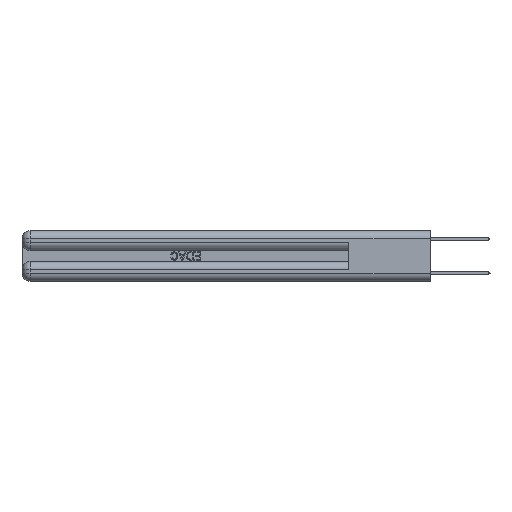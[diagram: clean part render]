
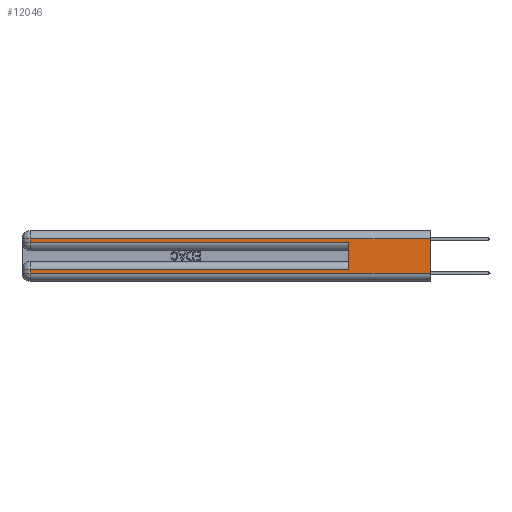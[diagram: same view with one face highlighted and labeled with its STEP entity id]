
A CAD part, left-side view. The second image highlights one B-rep face of the part: STEP entity #12046.
In plain terms, the highlighted planar face has unit normal (-1, 0, 0).
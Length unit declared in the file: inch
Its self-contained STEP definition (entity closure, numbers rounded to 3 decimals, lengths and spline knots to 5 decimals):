
#1033 = ORIENTED_EDGE ( 'NONE', *, *, #30539, .T. ) ;
#1735 = DIRECTION ( 'NONE',  ( 0., 0., -1. ) ) ;
#1904 = ORIENTED_EDGE ( 'NONE', *, *, #2061, .T. ) ;
#2061 = EDGE_CURVE ( 'NONE', #17407, #25100, #13589, .T. ) ;
#2546 = LINE ( 'NONE', #17403, #27880 ) ;
#2562 = DIRECTION ( 'NONE',  ( 0., 0., -1. ) ) ;
#2679 = VECTOR ( 'NONE', #14879, 39.37008 ) ;
#3193 = VERTEX_POINT ( 'NONE', #29204 ) ;
#3515 = EDGE_CURVE ( 'NONE', #11356, #22408, #30787, .T. ) ;
#3995 = CARTESIAN_POINT ( 'NONE',  ( 0., 0., 0.37 ) ) ;
#4525 = ORIENTED_EDGE ( 'NONE', *, *, #3515, .F. ) ;
#4651 = CARTESIAN_POINT ( 'NONE',  ( 0., 2.94, 0.285 ) ) ;
#5352 = EDGE_CURVE ( 'NONE', #6943, #20878, #15195, .T. ) ;
#5913 = ORIENTED_EDGE ( 'NONE', *, *, #8363, .T. ) ;
#6044 = CARTESIAN_POINT ( 'NONE',  ( 0., 2.94, 0.06 ) ) ;
#6260 = VECTOR ( 'NONE', #16983, 39.37008 ) ;
#6943 = VERTEX_POINT ( 'NONE', #4651 ) ;
#7219 = CARTESIAN_POINT ( 'NONE',  ( 0., 2.94, 0.37 ) ) ;
#7746 = DIRECTION ( 'NONE',  ( 0., 0., -1. ) ) ;
#8048 = DIRECTION ( 'NONE',  ( 0., 0., 1. ) ) ;
#8363 = EDGE_CURVE ( 'NONE', #25100, #16644, #28738, .T. ) ;
#8483 = ORIENTED_EDGE ( 'NONE', *, *, #14881, .T. ) ;
#8963 = CARTESIAN_POINT ( 'NONE',  ( 0., 0., 0.31 ) ) ;
#9486 = CARTESIAN_POINT ( 'NONE',  ( 0., 0., 0.06 ) ) ;
#9821 = EDGE_CURVE ( 'NONE', #11356, #3193, #2546, .T. ) ;
#9955 = VECTOR ( 'NONE', #23137, 39.37008 ) ;
#10083 = CARTESIAN_POINT ( 'NONE',  ( 0., 2.94, 0.37 ) ) ;
#11356 = VERTEX_POINT ( 'NONE', #8963 ) ;
#12046 = ADVANCED_FACE ( 'NONE', ( #14637 ), #24651, .F. ) ;
#12081 = DIRECTION ( 'NONE',  ( 1., 0., 0. ) ) ;
#12728 = ORIENTED_EDGE ( 'NONE', *, *, #19213, .F. ) ;
#13589 = LINE ( 'NONE', #20597, #9955 ) ;
#14411 = LINE ( 'NONE', #10083, #14798 ) ;
#14420 = DIRECTION ( 'NONE',  ( 0., 0., -1. ) ) ;
#14444 = LINE ( 'NONE', #9486, #6260 ) ;
#14637 = FACE_OUTER_BOUND ( 'NONE', #29219, .T. ) ;
#14798 = VECTOR ( 'NONE', #2562, 39.37008 ) ;
#14879 = DIRECTION ( 'NONE',  ( 0., -1., 0. ) ) ;
#14881 = EDGE_CURVE ( 'NONE', #3193, #6943, #14411, .T. ) ;
#15195 = LINE ( 'NONE', #17569, #2679 ) ;
#15416 = CARTESIAN_POINT ( 'NONE',  ( 0., 0.6, 0.145 ) ) ;
#15449 = ORIENTED_EDGE ( 'NONE', *, *, #9821, .T. ) ;
#16541 = VECTOR ( 'NONE', #8048, 39.37008 ) ;
#16644 = VERTEX_POINT ( 'NONE', #6044 ) ;
#16983 = DIRECTION ( 'NONE',  ( 0., -1., 0. ) ) ;
#17182 = CARTESIAN_POINT ( 'NONE',  ( 0., 0.6, 0.085 ) ) ;
#17403 = CARTESIAN_POINT ( 'NONE',  ( 0., 0., 0.31 ) ) ;
#17407 = VERTEX_POINT ( 'NONE', #17182 ) ;
#17569 = CARTESIAN_POINT ( 'NONE',  ( 0., 0., 0.285 ) ) ;
#18115 = LINE ( 'NONE', #15416, #16541 ) ;
#18530 = VECTOR ( 'NONE', #1735, 39.37008 ) ;
#19213 = EDGE_CURVE ( 'NONE', #17407, #20878, #18115, .T. ) ;
#20597 = CARTESIAN_POINT ( 'NONE',  ( 0., 0., 0.085 ) ) ;
#20878 = VERTEX_POINT ( 'NONE', #24015 ) ;
#22408 = VERTEX_POINT ( 'NONE', #23543 ) ;
#23137 = DIRECTION ( 'NONE',  ( 0., 1., 0. ) ) ;
#23543 = CARTESIAN_POINT ( 'NONE',  ( 0., 0., 0.06 ) ) ;
#24015 = CARTESIAN_POINT ( 'NONE',  ( 0., 0.6, 0.285 ) ) ;
#24651 = PLANE ( 'NONE',  #25848 ) ;
#25100 = VERTEX_POINT ( 'NONE', #29305 ) ;
#25848 = AXIS2_PLACEMENT_3D ( 'NONE', #29428, #12081, #7746 ) ;
#27434 = DIRECTION ( 'NONE',  ( 0., 1., 0. ) ) ;
#27880 = VECTOR ( 'NONE', #27434, 39.37008 ) ;
#28738 = LINE ( 'NONE', #7219, #28804 ) ;
#28804 = VECTOR ( 'NONE', #14420, 39.37008 ) ;
#29204 = CARTESIAN_POINT ( 'NONE',  ( 0., 2.94, 0.31 ) ) ;
#29219 = EDGE_LOOP ( 'NONE', ( #4525, #15449, #8483, #30326, #12728, #1904, #5913, #1033 ) ) ;
#29305 = CARTESIAN_POINT ( 'NONE',  ( 0., 2.94, 0.085 ) ) ;
#29428 = CARTESIAN_POINT ( 'NONE',  ( 0., 0., 0.37 ) ) ;
#30326 = ORIENTED_EDGE ( 'NONE', *, *, #5352, .T. ) ;
#30539 = EDGE_CURVE ( 'NONE', #16644, #22408, #14444, .T. ) ;
#30787 = LINE ( 'NONE', #3995, #18530 ) ;
